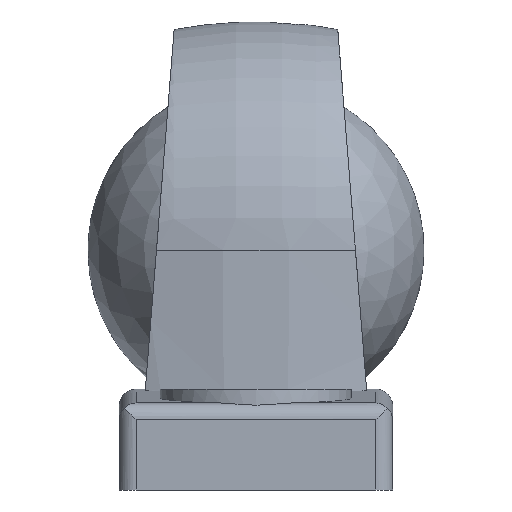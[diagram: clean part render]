
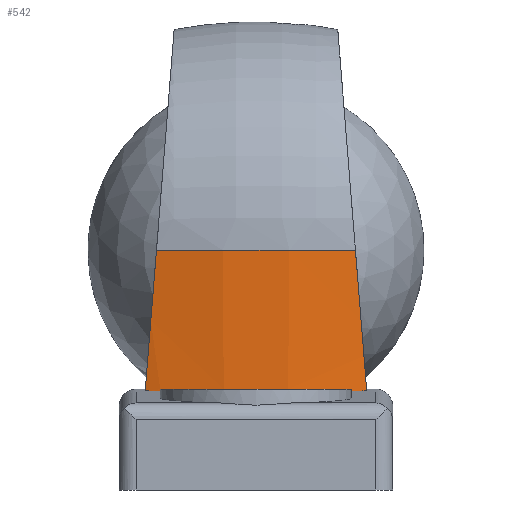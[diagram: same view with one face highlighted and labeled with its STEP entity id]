
A CAD part, front view. The second image highlights one B-rep face of the part: STEP entity #542.
In plain terms, the highlighted cylindrical face has radius 60.579 mm (diameter 121.158 mm), a partial arc.
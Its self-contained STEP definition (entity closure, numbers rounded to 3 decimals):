
#542=ADVANCED_FACE('',(#1259),#1260,.T.);
#1259=FACE_OUTER_BOUND('',#2269,.T.);
#1260=CYLINDRICAL_SURFACE('',#2270,60.579);
#2269=EDGE_LOOP('',(#3531,#3532,#3533,#3534,#3535,#3536,#3537,#3538));
#2270=AXIS2_PLACEMENT_3D('',#3539,#3540,#3541);
#3531=ORIENTED_EDGE('',*,*,#5900,.T.);
#3532=ORIENTED_EDGE('',*,*,#5902,.T.);
#3533=ORIENTED_EDGE('',*,*,#5895,.T.);
#3534=ORIENTED_EDGE('',*,*,#5908,.F.);
#3535=ORIENTED_EDGE('',*,*,#5915,.T.);
#3536=ORIENTED_EDGE('',*,*,#5916,.T.);
#3537=ORIENTED_EDGE('',*,*,#5814,.T.);
#3538=ORIENTED_EDGE('',*,*,#5910,.F.);
#3539=CARTESIAN_POINT('',(0.,28.879,-20.3));
#3540=DIRECTION('',(0.0,0.0,1.0));
#3541=DIRECTION('',(-1.0,0.,0.0));
#5814=EDGE_CURVE('',#6918,#6916,#6919,.T.);
#5895=EDGE_CURVE('',#7042,#7040,#7043,.T.);
#5900=EDGE_CURVE('',#7046,#7048,#7050,.T.);
#5902=EDGE_CURVE('',#7048,#7042,#7052,.T.);
#5908=EDGE_CURVE('',#7060,#7040,#7062,.T.);
#5910=EDGE_CURVE('',#7046,#6916,#7064,.T.);
#5915=EDGE_CURVE('',#7060,#7071,#7072,.T.);
#5916=EDGE_CURVE('',#7071,#6918,#7073,.T.);
#6916=VERTEX_POINT('',#8807);
#6918=VERTEX_POINT('',#8810);
#6919=ELLIPSE('',#8811,758.246,60.579);
#7040=VERTEX_POINT('',#9063);
#7042=VERTEX_POINT('',#9066);
#7043=LINE('',#9067,#9068);
#7046=VERTEX_POINT('',#9072);
#7048=VERTEX_POINT('',#9075);
#7050=LINE('',#9078,#9079);
#7052=CIRCLE('',#9081,60.579);
#7060=VERTEX_POINT('',#9092);
#7062=ELLIPSE('',#9095,60.662,60.579);
#7064=ELLIPSE('',#9097,60.662,60.579);
#7071=VERTEX_POINT('',#9107);
#7072=ELLIPSE('',#9108,758.246,60.579);
#7073=CIRCLE('',#9109,60.579);
#8807=CARTESIAN_POINT('',(-15.377,-29.716,-19.547));
#8810=CARTESIAN_POINT('',(-13.81,-30.105,0.0));
#8811=AXIS2_PLACEMENT_3D('',#11782,#11783,#11784);
#9063=CARTESIAN_POINT('',(13.3,-30.222,-19.574));
#9066=CARTESIAN_POINT('',(13.3,-30.222,-19.3));
#9067=CARTESIAN_POINT('',(13.3,-30.222,-19.476));
#9068=VECTOR('',#11867,1.0);
#9072=CARTESIAN_POINT('',(-13.3,-30.222,-19.574));
#9075=CARTESIAN_POINT('',(-13.3,-30.222,-19.3));
#9078=CARTESIAN_POINT('',(-13.3,-30.222,-19.476));
#9079=VECTOR('',#11871,1.0);
#9081=AXIS2_PLACEMENT_3D('',#11872,#11873,#11874);
#9092=CARTESIAN_POINT('',(15.377,-29.716,-19.547));
#9095=AXIS2_PLACEMENT_3D('',#11879,#11880,#11881);
#9097=AXIS2_PLACEMENT_3D('',#11882,#11883,#11884);
#9107=CARTESIAN_POINT('',(13.81,-30.105,0.0));
#9108=AXIS2_PLACEMENT_3D('',#11888,#11889,#11890);
#9109=AXIS2_PLACEMENT_3D('',#11891,#11892,#11893);
#11782=CARTESIAN_POINT('',(0.,28.879,172.308));
#11783=DIRECTION('',(0.997,0.,-0.08));
#11784=DIRECTION('',(-0.08,0.,-0.997));
#11867=DIRECTION('',(-0.0,-0.0,-1.0));
#11871=DIRECTION('',(0.0,0.0,1.0));
#11872=CARTESIAN_POINT('',(0.,28.879,-19.3));
#11873=DIRECTION('',(0.0,0.0,1.0));
#11874=DIRECTION('',(-1.0,0.,0.0));
#11879=CARTESIAN_POINT('',(0.,28.879,-16.476));
#11880=DIRECTION('',(0.,0.052,-0.999));
#11881=DIRECTION('',(0.,-0.999,-0.052));
#11882=CARTESIAN_POINT('',(0.,28.879,-16.476));
#11883=DIRECTION('',(0.,0.052,-0.999));
#11884=DIRECTION('',(0.,-0.999,-0.052));
#11888=CARTESIAN_POINT('',(0.,28.879,172.308));
#11889=DIRECTION('',(-0.997,0.,-0.08));
#11890=DIRECTION('',(-0.08,0.,0.997));
#11891=CARTESIAN_POINT('',(0.,28.879,0.0));
#11892=DIRECTION('',(0.0,0.0,-1.0));
#11893=DIRECTION('',(-1.0,0.,0.0));
